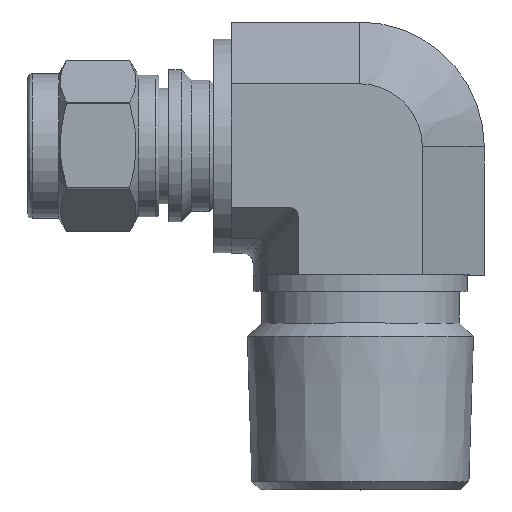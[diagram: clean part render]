
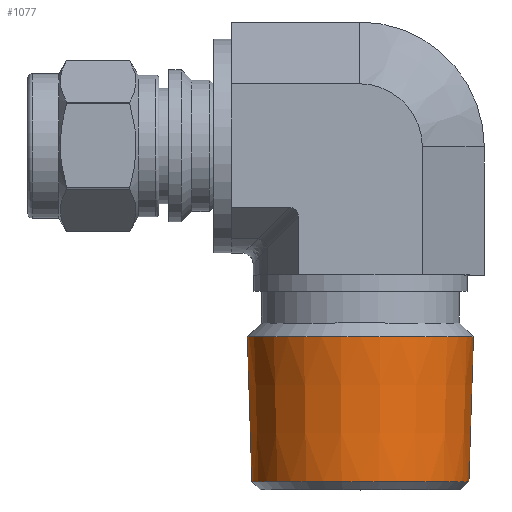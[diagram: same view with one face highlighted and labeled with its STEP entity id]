
A CAD part, top view. The second image highlights one B-rep face of the part: STEP entity #1077.
In plain terms, the highlighted conical face has half-angle 1.79 degrees and reference radius 10.635 mm.
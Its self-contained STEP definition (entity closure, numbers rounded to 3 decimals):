
#68=CONICAL_SURFACE('',#1223,10.635,0.031);
#136=LINE('',#2048,#207);
#207=VECTOR('',#1545,10.635);
#311=FACE_OUTER_BOUND('',#387,.T.);
#387=EDGE_LOOP('',(#982,#983,#984,#985));
#452=CIRCLE('',#1221,10.417);
#454=CIRCLE('',#1224,10.853);
#547=VERTEX_POINT('',#2040);
#549=VERTEX_POINT('',#2046);
#693=EDGE_CURVE('',#547,#547,#452,.T.);
#696=EDGE_CURVE('',#549,#549,#454,.T.);
#697=EDGE_CURVE('',#549,#547,#136,.T.);
#982=ORIENTED_EDGE('',*,*,#696,.F.);
#983=ORIENTED_EDGE('',*,*,#697,.T.);
#984=ORIENTED_EDGE('',*,*,#693,.T.);
#985=ORIENTED_EDGE('',*,*,#697,.F.);
#1077=ADVANCED_FACE('',(#311),#68,.T.);
#1221=AXIS2_PLACEMENT_3D('',#2041,#1536,#1537);
#1223=AXIS2_PLACEMENT_3D('',#2045,#1541,#1542);
#1224=AXIS2_PLACEMENT_3D('',#2047,#1543,#1544);
#1536=DIRECTION('center_axis',(0.,1.,0.));
#1537=DIRECTION('ref_axis',(1.,0.,0.));
#1541=DIRECTION('center_axis',(0.,1.,0.));
#1542=DIRECTION('ref_axis',(-1.,0.,0.));
#1543=DIRECTION('center_axis',(0.,1.,0.));
#1544=DIRECTION('ref_axis',(1.,0.,0.));
#1545=DIRECTION('',(-0.031,-1.,0.));
#2040=CARTESIAN_POINT('',(10.417,-32.258,0.));
#2041=CARTESIAN_POINT('Origin',(0.,-32.258,
0.));
#2045=CARTESIAN_POINT('Origin',(0.,-25.296,
0.));
#2046=CARTESIAN_POINT('',(10.853,-18.333,0.));
#2047=CARTESIAN_POINT('Origin',(0.,-18.333,
0.));
#2048=CARTESIAN_POINT('',(10.635,-25.296,0.));
